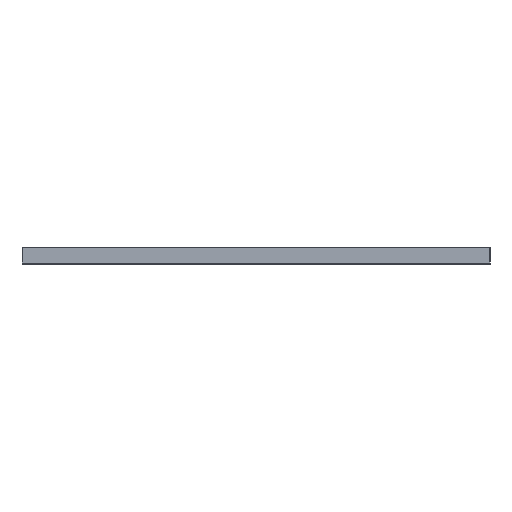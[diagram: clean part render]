
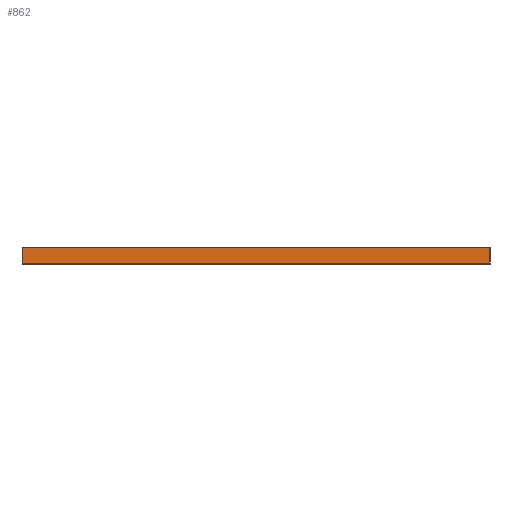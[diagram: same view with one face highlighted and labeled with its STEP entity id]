
A CAD part, left-side view. The second image highlights one B-rep face of the part: STEP entity #862.
In plain terms, the highlighted planar face has unit normal (-1, 0, 0).
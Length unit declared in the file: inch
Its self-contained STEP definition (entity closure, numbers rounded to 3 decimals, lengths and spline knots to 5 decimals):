
#19 = VECTOR ( 'NONE', #708, 39.37008 ) ;
#61 = CARTESIAN_POINT ( 'NONE',  ( -9.5, 1.75, 0.125 ) ) ;
#93 = EDGE_CURVE ( 'NONE', #711, #1065, #200, .T. ) ;
#200 = LINE ( 'NONE', #934, #992 ) ;
#281 = CARTESIAN_POINT ( 'NONE',  ( -9.5, -1.75, 0.01 ) ) ;
#341 = DIRECTION ( 'NONE',  ( 1., 0., 0. ) ) ;
#354 = EDGE_CURVE ( 'NONE', #1118, #892, #472, .T. ) ;
#472 = LINE ( 'NONE', #281, #999 ) ;
#476 = CARTESIAN_POINT ( 'NONE',  ( -9.5, -1.75, 0.125 ) ) ;
#526 = PLANE ( 'NONE',  #1170 ) ;
#530 = CARTESIAN_POINT ( 'NONE',  ( -9.5, 1.75, 0.01 ) ) ;
#620 = EDGE_CURVE ( 'NONE', #1065, #1118, #818, .T. ) ;
#672 = ORIENTED_EDGE ( 'NONE', *, *, #93, .F. ) ;
#708 = DIRECTION ( 'NONE',  ( 0., 0., -1. ) ) ;
#711 = VERTEX_POINT ( 'NONE', #61 ) ;
#804 = CARTESIAN_POINT ( 'NONE',  ( -9.5, -1.75, 0.125 ) ) ;
#818 = LINE ( 'NONE', #804, #19 ) ;
#826 = DIRECTION ( 'NONE',  ( 0., -1., 0. ) ) ;
#850 = ORIENTED_EDGE ( 'NONE', *, *, #354, .F. ) ;
#862 = ADVANCED_FACE ( 'NONE', ( #880 ), #526, .F. ) ;
#878 = CARTESIAN_POINT ( 'NONE',  ( -9.5, 1.75, 0.125 ) ) ;
#880 = FACE_OUTER_BOUND ( 'NONE', #1200, .T. ) ;
#892 = VERTEX_POINT ( 'NONE', #530 ) ;
#934 = CARTESIAN_POINT ( 'NONE',  ( -9.5, 1.75, 0.125 ) ) ;
#937 = CARTESIAN_POINT ( 'NONE',  ( -9.5, 1.75, 0.125 ) ) ;
#978 = DIRECTION ( 'NONE',  ( 0., 1., 0. ) ) ;
#992 = VECTOR ( 'NONE', #826, 39.37008 ) ;
#999 = VECTOR ( 'NONE', #978, 39.37008 ) ;
#1032 = DIRECTION ( 'NONE',  ( 0., 1., 0. ) ) ;
#1065 = VERTEX_POINT ( 'NONE', #476 ) ;
#1067 = DIRECTION ( 'NONE',  ( 0., 0., -1. ) ) ;
#1072 = CARTESIAN_POINT ( 'NONE',  ( -9.5, -1.75, 0.01 ) ) ;
#1110 = EDGE_CURVE ( 'NONE', #711, #892, #1240, .T. ) ;
#1118 = VERTEX_POINT ( 'NONE', #1072 ) ;
#1132 = ORIENTED_EDGE ( 'NONE', *, *, #1110, .T. ) ;
#1149 = ORIENTED_EDGE ( 'NONE', *, *, #620, .F. ) ;
#1170 = AXIS2_PLACEMENT_3D ( 'NONE', #937, #341, #1032 ) ;
#1200 = EDGE_LOOP ( 'NONE', ( #850, #1149, #672, #1132 ) ) ;
#1209 = VECTOR ( 'NONE', #1067, 39.37008 ) ;
#1240 = LINE ( 'NONE', #878, #1209 ) ;
